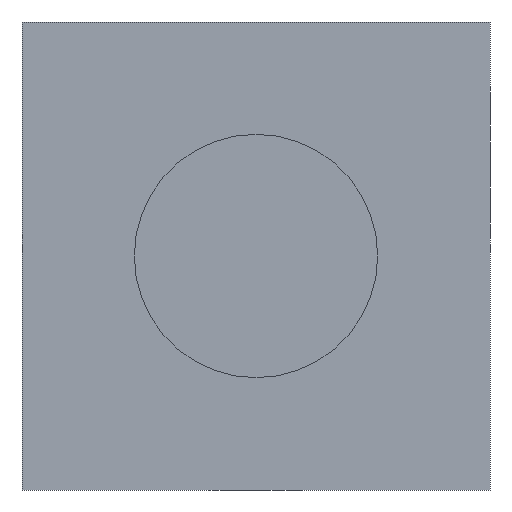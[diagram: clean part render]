
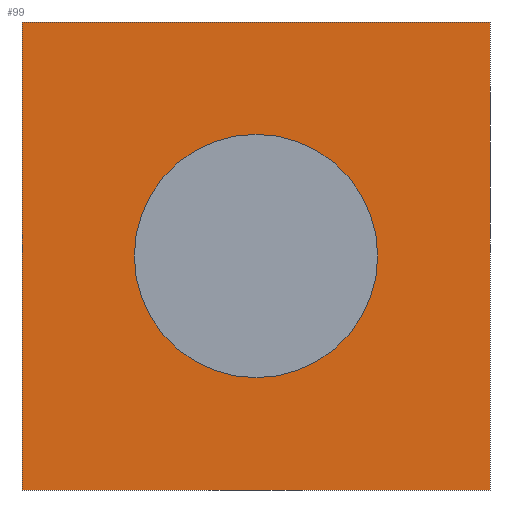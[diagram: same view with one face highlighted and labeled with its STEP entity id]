
A CAD part, front view. The second image highlights one B-rep face of the part: STEP entity #99.
In plain terms, the highlighted planar face has unit normal (0, -1, 0).
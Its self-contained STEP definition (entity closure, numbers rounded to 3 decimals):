
#99=ADVANCED_FACE('',(#154,#155),#156,.F.);
#154=FACE_BOUND('',#217,.T.);
#155=FACE_OUTER_BOUND('',#218,.T.);
#156=PLANE('',#219);
#217=EDGE_LOOP('',(#396,#397));
#218=EDGE_LOOP('',(#398,#399,#400,#401));
#219=AXIS2_PLACEMENT_3D('',#402,#403,#404);
#396=ORIENTED_EDGE('',*,*,#437,.T.);
#397=ORIENTED_EDGE('',*,*,#480,.T.);
#398=ORIENTED_EDGE('',*,*,#490,.T.);
#399=ORIENTED_EDGE('',*,*,#487,.F.);
#400=ORIENTED_EDGE('',*,*,#491,.F.);
#401=ORIENTED_EDGE('',*,*,#485,.F.);
#402=CARTESIAN_POINT('',(0.0,-25.0,0.0));
#403=DIRECTION('',(0.0,1.0,0.0));
#404=DIRECTION('',(0.0,0.0,1.0));
#437=EDGE_CURVE('',#495,#499,#501,.T.);
#480=EDGE_CURVE('',#499,#495,#569,.T.);
#485=EDGE_CURVE('',#576,#571,#578,.T.);
#487=EDGE_CURVE('',#580,#582,#583,.T.);
#490=EDGE_CURVE('',#576,#582,#587,.T.);
#491=EDGE_CURVE('',#571,#580,#588,.T.);
#495=VERTEX_POINT('',#592);
#499=VERTEX_POINT('',#597);
#501=CIRCLE('',#600,1.3);
#569=CIRCLE('',#684,1.3);
#571=VERTEX_POINT('',#686);
#576=VERTEX_POINT('',#693);
#578=LINE('',#696,#697);
#580=VERTEX_POINT('',#699);
#582=VERTEX_POINT('',#702);
#583=LINE('',#703,#704);
#587=LINE('',#710,#711);
#588=LINE('',#712,#713);
#592=CARTESIAN_POINT('',(1.3,-25.0,0.0));
#597=CARTESIAN_POINT('',(-1.3,-25.0,0.));
#600=AXIS2_PLACEMENT_3D('',#723,#724,#725);
#684=AXIS2_PLACEMENT_3D('',#820,#821,#822);
#686=CARTESIAN_POINT('',(2.5,-25.0,2.5));
#693=CARTESIAN_POINT('',(-2.5,-25.0,2.5));
#696=CARTESIAN_POINT('',(0.0,-25.0,2.5));
#697=VECTOR('',#829,1.0);
#699=CARTESIAN_POINT('',(2.5,-25.0,-2.5));
#702=CARTESIAN_POINT('',(-2.5,-25.0,-2.5));
#703=CARTESIAN_POINT('',(0.0,-25.0,-2.5));
#704=VECTOR('',#831,1.0);
#710=CARTESIAN_POINT('',(-2.5,-25.0,0.0));
#711=VECTOR('',#834,1.0);
#712=CARTESIAN_POINT('',(2.5,-25.0,0.0));
#713=VECTOR('',#835,1.0);
#723=CARTESIAN_POINT('',(0.0,-25.0,0.0));
#724=DIRECTION('',(0.0,1.0,0.0));
#725=DIRECTION('',(1.0,0.0,0.0));
#820=CARTESIAN_POINT('',(0.0,-25.0,0.0));
#821=DIRECTION('',(0.0,1.0,0.0));
#822=DIRECTION('',(1.0,0.0,0.0));
#829=DIRECTION('',(1.0,0.0,0.0));
#831=DIRECTION('',(-1.0,0.0,0.0));
#834=DIRECTION('',(0.0,0.0,-1.0));
#835=DIRECTION('',(0.0,0.0,-1.0));
